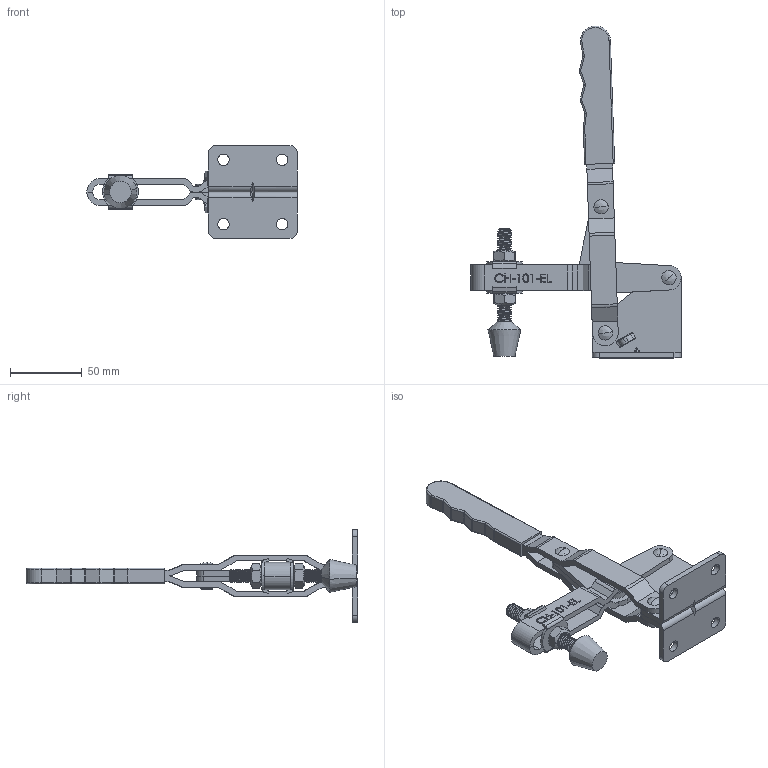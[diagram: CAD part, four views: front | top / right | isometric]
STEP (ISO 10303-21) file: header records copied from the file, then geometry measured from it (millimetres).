
FILE_DESCRIPTION (( 'STEP AP203' ), '1' );
FILE_NAME ('CH-101-EL.STEP', '2017-11-05T06:15:39', ( 'Windows' ), ( 'Microsoft' ), 'SwSTEP 2.0', 'SolidWorks 2015', '' );
FILE_SCHEMA (( 'CONFIG_CONTROL_DESIGN' ));
Length unit declared in the file: millimetre
Products named in the file (9): CH-FC-38312 Nut; CH-FC-38312 SPINDLE SUPPLIED; CH-FW-380; CH-101-EL; CH-101-EL-01 FLANGED BASE; CH-101-EL-02 U-BAR; CH-101-EL-04 CONNECTING-PLATE; CH-101-EL-05; CH-101-EL-03 STRAIGHT HANDLE
Assembly tree (14 placements, depth 2):
  CH-101-EL
    CH-101-EL-01 FLANGED BASE
    CH-101-EL-02 U-BAR
    CH-101-EL-04 CONNECTING-PLATE  x2
    CH-101-EL-05  x4
    CH-101-EL-03 STRAIGHT HANDLE
    CH-FC-38312 Nut  x2
    CH-FC-38312 SPINDLE SUPPLIED
    CH-FW-380  x2
Bounding box: 147.01 x 232.08 x 65 mm (x, y, z)
Volume: 121512.8 mm3; surface area: 70630.7 mm2
Topology: 16 solids, 17 shells, 865 faces, 2327 edges, 1506 vertices
Faces by surface type: plane 325, cylinder 267, bspline 178, cone 55, torus 34, sphere 6
Entity records: 35554 total; most frequent: CARTESIAN_POINT 16953, ORIENTED_EDGE 4088, DIRECTION 2989, EDGE_CURVE 2044, VERTEX_POINT 1338, VECTOR 1111, LINE 1111, AXIS2_PLACEMENT_3D 939
